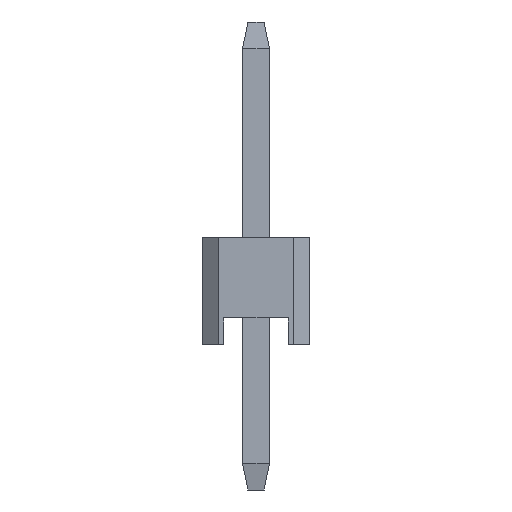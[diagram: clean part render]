
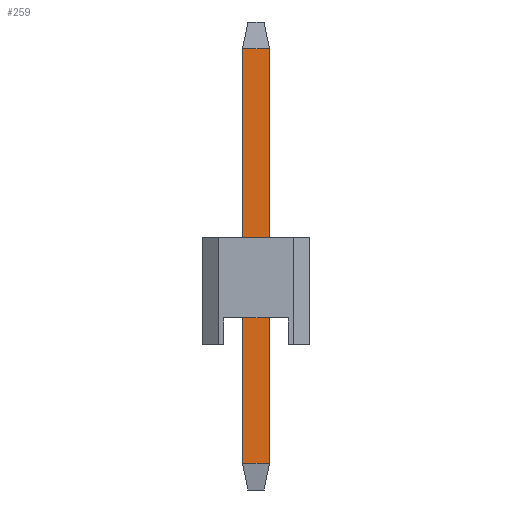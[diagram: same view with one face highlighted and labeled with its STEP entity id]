
A CAD part, left-side view. The second image highlights one B-rep face of the part: STEP entity #259.
In plain terms, the highlighted planar face has unit normal (-1, 0, 0).
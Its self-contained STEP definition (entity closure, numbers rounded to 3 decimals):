
#259=ADVANCED_FACE('',(#735),#7135,.T.);
#735=FACE_OUTER_BOUND('',#1211,.T.);
#1211=EDGE_LOOP('',(#1726,#1727,#1728,#1729));
#1726=ORIENTED_EDGE('',*,*,#4067,.F.);
#1727=ORIENTED_EDGE('',*,*,#4068,.F.);
#1728=ORIENTED_EDGE('',*,*,#4069,.F.);
#1729=ORIENTED_EDGE('',*,*,#4066,.F.);
#4066=EDGE_CURVE('',#6406,#6407,#5236,.T.);
#4067=EDGE_CURVE('',#6408,#6406,#5237,.T.);
#4068=EDGE_CURVE('',#6409,#6408,#5238,.T.);
#4069=EDGE_CURVE('',#6407,#6409,#5239,.T.);
#5236=B_SPLINE_CURVE_WITH_KNOTS('',1,(#8626,#8627),.UNSPECIFIED.,.F.,.F.,
(2,2),(-7.7,0.),.UNSPECIFIED.);
#5237=B_SPLINE_CURVE_WITH_KNOTS('',1,(#8628,#8629),.UNSPECIFIED.,.F.,.F.,
(2,2),(-0.5,0.),.UNSPECIFIED.);
#5238=B_SPLINE_CURVE_WITH_KNOTS('',1,(#8630,#8631),.UNSPECIFIED.,.F.,.F.,
(2,2),(-7.7,0.),.UNSPECIFIED.);
#5239=B_SPLINE_CURVE_WITH_KNOTS('',1,(#8632,#8633),.UNSPECIFIED.,.F.,.F.,
(2,2),(-0.5,0.),.UNSPECIFIED.);
#6406=VERTEX_POINT('',#8606);
#6407=VERTEX_POINT('',#8607);
#6408=VERTEX_POINT('',#8608);
#6409=VERTEX_POINT('',#8609);
#7135=PLANE('',#7631);
#7631=AXIS2_PLACEMENT_3D('',#8589,#8110,$);
#8110=DIRECTION('',(-1.,0.,0.));
#8589=CARTESIAN_POINT('',(-0.25,69.04,6.34));
#8606=CARTESIAN_POINT('',(-0.25,69.75,5.51));
#8607=CARTESIAN_POINT('',(-0.25,69.75,-2.19));
#8608=CARTESIAN_POINT('',(-0.25,70.25,5.51));
#8609=CARTESIAN_POINT('',(-0.25,70.25,-2.19));
#8626=CARTESIAN_POINT('',(-0.25,69.75,5.51));
#8627=CARTESIAN_POINT('',(-0.25,69.75,-2.19));
#8628=CARTESIAN_POINT('',(-0.25,70.25,5.51));
#8629=CARTESIAN_POINT('',(-0.25,69.75,5.51));
#8630=CARTESIAN_POINT('',(-0.25,70.25,-2.19));
#8631=CARTESIAN_POINT('',(-0.25,70.25,5.51));
#8632=CARTESIAN_POINT('',(-0.25,69.75,-2.19));
#8633=CARTESIAN_POINT('',(-0.25,70.25,-2.19));
